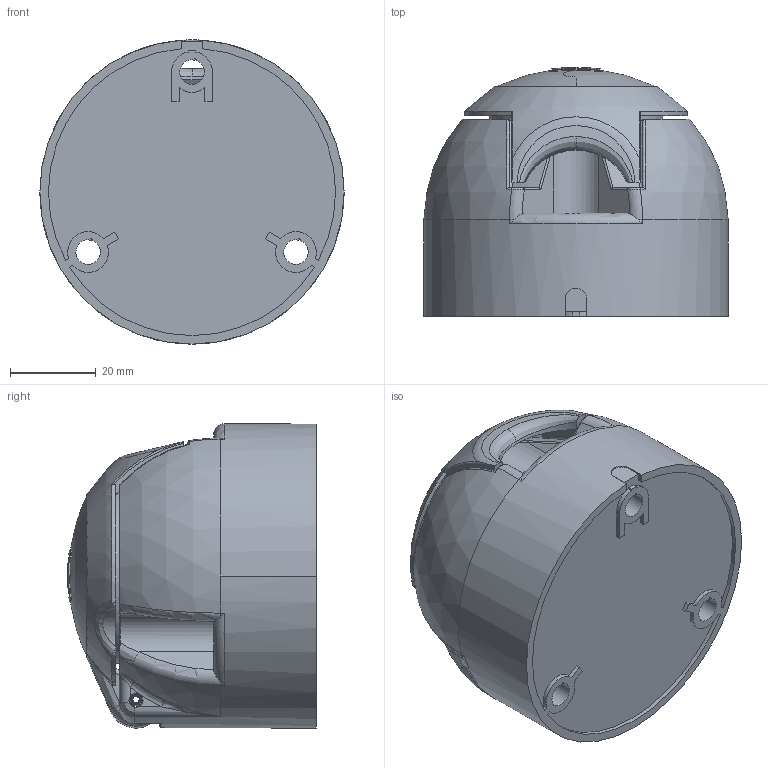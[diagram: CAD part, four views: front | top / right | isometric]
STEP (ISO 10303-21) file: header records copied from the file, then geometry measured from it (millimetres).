
FILE_DESCRIPTION((''),'2;1');
FILE_NAME('380023_SW0001','2020-10-13T11:51:13',('teru'),(''),'CREO PARAMETRIC BY PTC INC, 2017380','CREO PARAMETRIC BY PTC INC, 2017380','');
FILE_SCHEMA(('CONFIG_CONTROL_DESIGN'));
Length unit declared in the file: millimetre
Products named in the file (1): 380023_SW0001
Bounding box: 71 x 58.08 x 71 mm (x, y, z)
Volume: 166556.3 mm3; surface area: 26723.3 mm2
Topology: 1 solids, 1 shells, 425 faces, 1172 edges, 748 vertices
Faces by surface type: plane 160, cylinder 121, bspline 62, torus 38, cone 23, sphere 21
Entity records: 19003 total; most frequent: CARTESIAN_POINT 8606, ORIENTED_EDGE 2340, DIRECTION 2026, EDGE_CURVE 1170, AXIS2_PLACEMENT_3D 811, VERTEX_POINT 748, CIRCLE 449, EDGE_LOOP 444
